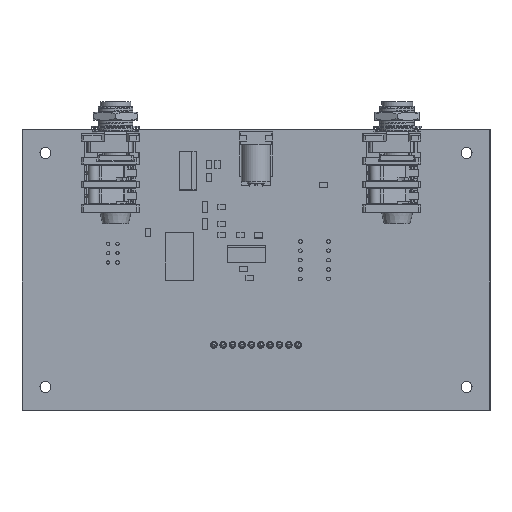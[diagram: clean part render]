
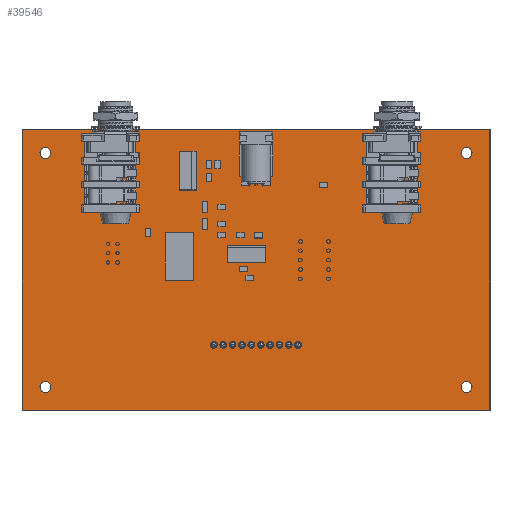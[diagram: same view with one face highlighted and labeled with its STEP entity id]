
A CAD part, top view. The second image highlights one B-rep face of the part: STEP entity #39546.
In plain terms, the highlighted face is planar.
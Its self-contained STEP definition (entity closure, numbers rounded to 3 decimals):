
#39261 = VERTEX_POINT('',#39262);
#39262 = CARTESIAN_POINT('',(-6.35,1.588,-195.377));
#39268 = EDGE_CURVE('',#39269,#39261,#39271,.T.);
#39269 = VERTEX_POINT('',#39270);
#39270 = CARTESIAN_POINT('',(-6.35,1.588,-198.323));
#39271 = CIRCLE('',#39272,1.473);
#39272 = AXIS2_PLACEMENT_3D('',#39273,#39274,#39275);
#39273 = CARTESIAN_POINT('',(-6.35,1.588,-196.85));
#39274 = DIRECTION('',(0.,1.,0.));
#39275 = DIRECTION('',(0.,0.,1.));
#39303 = VERTEX_POINT('',#39304);
#39304 = CARTESIAN_POINT('',(-6.35,1.588,-131.877));
#39310 = EDGE_CURVE('',#39311,#39303,#39313,.T.);
#39311 = VERTEX_POINT('',#39312);
#39312 = CARTESIAN_POINT('',(-6.35,1.588,-134.823));
#39313 = CIRCLE('',#39314,1.473);
#39314 = AXIS2_PLACEMENT_3D('',#39315,#39316,#39317);
#39315 = CARTESIAN_POINT('',(-6.35,1.588,-133.35));
#39316 = DIRECTION('',(0.,1.,0.));
#39317 = DIRECTION('',(0.,0.,1.));
#39345 = VERTEX_POINT('',#39346);
#39346 = CARTESIAN_POINT('',(107.95,1.588,-131.877));
#39352 = EDGE_CURVE('',#39353,#39345,#39355,.T.);
#39353 = VERTEX_POINT('',#39354);
#39354 = CARTESIAN_POINT('',(107.95,1.588,-134.823));
#39355 = CIRCLE('',#39356,1.473);
#39356 = AXIS2_PLACEMENT_3D('',#39357,#39358,#39359);
#39357 = CARTESIAN_POINT('',(107.95,1.588,-133.35));
#39358 = DIRECTION('',(0.,1.,0.));
#39359 = DIRECTION('',(0.,0.,1.));
#39387 = VERTEX_POINT('',#39388);
#39388 = CARTESIAN_POINT('',(107.95,1.588,-195.377));
#39394 = EDGE_CURVE('',#39395,#39387,#39397,.T.);
#39395 = VERTEX_POINT('',#39396);
#39396 = CARTESIAN_POINT('',(107.95,1.588,-198.323));
#39397 = CIRCLE('',#39398,1.473);
#39398 = AXIS2_PLACEMENT_3D('',#39399,#39400,#39401);
#39399 = CARTESIAN_POINT('',(107.95,1.588,-196.85));
#39400 = DIRECTION('',(0.,1.,0.));
#39401 = DIRECTION('',(0.,0.,1.));
#39437 = VERTEX_POINT('',#39438);
#39438 = CARTESIAN_POINT('',(-12.7,1.588,-127.));
#39444 = EDGE_CURVE('',#39445,#39437,#39447,.T.);
#39445 = VERTEX_POINT('',#39446);
#39446 = CARTESIAN_POINT('',(-12.7,1.588,-203.2));
#39447 = LINE('',#39448,#39449);
#39448 = CARTESIAN_POINT('',(-12.7,1.588,-203.2));
#39449 = VECTOR('',#39450,1.);
#39450 = DIRECTION('',(0.,0.,1.));
#39475 = VERTEX_POINT('',#39476);
#39476 = CARTESIAN_POINT('',(114.3,1.588,-127.));
#39482 = EDGE_CURVE('',#39437,#39475,#39483,.T.);
#39483 = LINE('',#39484,#39485);
#39484 = CARTESIAN_POINT('',(-12.7,1.588,-127.));
#39485 = VECTOR('',#39486,1.);
#39486 = DIRECTION('',(1.,0.,0.));
#39506 = VERTEX_POINT('',#39507);
#39507 = CARTESIAN_POINT('',(114.3,1.588,-203.2));
#39513 = EDGE_CURVE('',#39475,#39506,#39514,.T.);
#39514 = LINE('',#39515,#39516);
#39515 = CARTESIAN_POINT('',(114.3,1.588,-203.2));
#39516 = VECTOR('',#39517,1.);
#39517 = DIRECTION('',(0.,0.,-1.));
#39535 = EDGE_CURVE('',#39506,#39445,#39536,.T.);
#39536 = LINE('',#39537,#39538);
#39537 = CARTESIAN_POINT('',(-12.7,1.588,-203.2));
#39538 = VECTOR('',#39539,1.);
#39539 = DIRECTION('',(-1.,0.,0.));
#39546 = ADVANCED_FACE('',(#39547,#39557,#39567,#39577,#39587),#39593,
  .T.);
#39547 = FACE_BOUND('',#39548,.T.);
#39548 = EDGE_LOOP('',(#39549,#39556));
#39549 = ORIENTED_EDGE('',*,*,#39550,.F.);
#39550 = EDGE_CURVE('',#39261,#39269,#39551,.T.);
#39551 = CIRCLE('',#39552,1.473);
#39552 = AXIS2_PLACEMENT_3D('',#39553,#39554,#39555);
#39553 = CARTESIAN_POINT('',(-6.35,1.588,-196.85));
#39554 = DIRECTION('',(0.,1.,0.));
#39555 = DIRECTION('',(0.,0.,1.));
#39556 = ORIENTED_EDGE('',*,*,#39268,.F.);
#39557 = FACE_BOUND('',#39558,.T.);
#39558 = EDGE_LOOP('',(#39559,#39566));
#39559 = ORIENTED_EDGE('',*,*,#39560,.F.);
#39560 = EDGE_CURVE('',#39303,#39311,#39561,.T.);
#39561 = CIRCLE('',#39562,1.473);
#39562 = AXIS2_PLACEMENT_3D('',#39563,#39564,#39565);
#39563 = CARTESIAN_POINT('',(-6.35,1.588,-133.35));
#39564 = DIRECTION('',(0.,1.,0.));
#39565 = DIRECTION('',(0.,0.,1.));
#39566 = ORIENTED_EDGE('',*,*,#39310,.F.);
#39567 = FACE_BOUND('',#39568,.T.);
#39568 = EDGE_LOOP('',(#39569,#39576));
#39569 = ORIENTED_EDGE('',*,*,#39570,.F.);
#39570 = EDGE_CURVE('',#39345,#39353,#39571,.T.);
#39571 = CIRCLE('',#39572,1.473);
#39572 = AXIS2_PLACEMENT_3D('',#39573,#39574,#39575);
#39573 = CARTESIAN_POINT('',(107.95,1.588,-133.35));
#39574 = DIRECTION('',(0.,1.,0.));
#39575 = DIRECTION('',(0.,0.,1.));
#39576 = ORIENTED_EDGE('',*,*,#39352,.F.);
#39577 = FACE_BOUND('',#39578,.T.);
#39578 = EDGE_LOOP('',(#39579,#39586));
#39579 = ORIENTED_EDGE('',*,*,#39580,.F.);
#39580 = EDGE_CURVE('',#39387,#39395,#39581,.T.);
#39581 = CIRCLE('',#39582,1.473);
#39582 = AXIS2_PLACEMENT_3D('',#39583,#39584,#39585);
#39583 = CARTESIAN_POINT('',(107.95,1.588,-196.85));
#39584 = DIRECTION('',(0.,1.,0.));
#39585 = DIRECTION('',(0.,0.,1.));
#39586 = ORIENTED_EDGE('',*,*,#39394,.F.);
#39587 = FACE_BOUND('',#39588,.T.);
#39588 = EDGE_LOOP('',(#39589,#39590,#39591,#39592));
#39589 = ORIENTED_EDGE('',*,*,#39444,.T.);
#39590 = ORIENTED_EDGE('',*,*,#39482,.T.);
#39591 = ORIENTED_EDGE('',*,*,#39513,.T.);
#39592 = ORIENTED_EDGE('',*,*,#39535,.T.);
#39593 = PLANE('',#39594);
#39594 = AXIS2_PLACEMENT_3D('',#39595,#39596,#39597);
#39595 = CARTESIAN_POINT('',(0.,1.588,0.));
#39596 = DIRECTION('',(0.,1.,0.));
#39597 = DIRECTION('',(0.,0.,1.));
